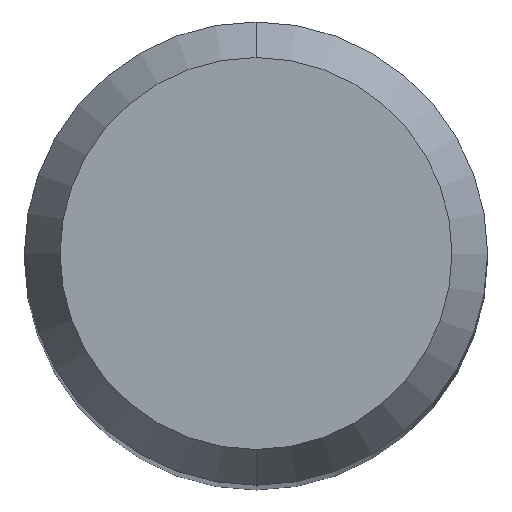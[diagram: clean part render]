
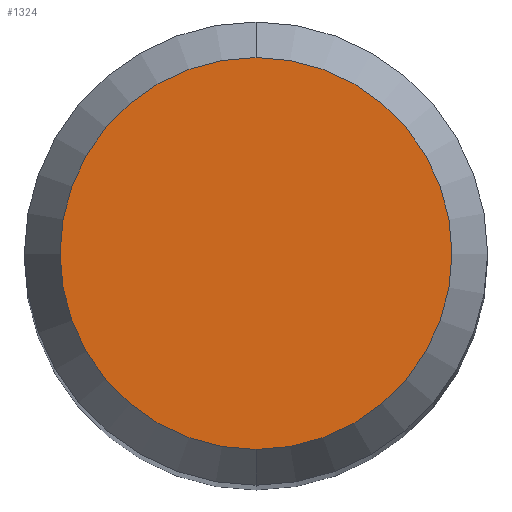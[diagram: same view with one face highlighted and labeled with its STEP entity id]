
A CAD part, top view. The second image highlights one B-rep face of the part: STEP entity #1324.
In plain terms, the highlighted planar face has unit normal (0, 0, 1).
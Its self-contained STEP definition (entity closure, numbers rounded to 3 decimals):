
#838=VERTEX_POINT('',#2338);
#1324=ADVANCED_FACE('',(#2866),#2867,.T.);
#1330=VERTEX_POINT('',#2874);
#1558=EDGE_CURVE('',#1330,#838,#3115,.T.);
#2150=EDGE_CURVE('',#838,#1330,#3767,.T.);
#2338=CARTESIAN_POINT('',(0.,-2.538,0.0));
#2866=FACE_OUTER_BOUND('',#6787,.T.);
#2867=PLANE('',#6788);
#2874=CARTESIAN_POINT('',(0.0,2.538,0.0));
#3115=CIRCLE('',#8226,2.538);
#3767=CIRCLE('',#13906,2.538);
#6787=EDGE_LOOP('',(#15208,#15209));
#6788=AXIS2_PLACEMENT_3D('',#15210,#15211,#15212);
#8226=AXIS2_PLACEMENT_3D('',#15447,#15448,#15449);
#13906=AXIS2_PLACEMENT_3D('',#16257,#16258,#16259);
#15208=ORIENTED_EDGE('',*,*,#1558,.F.);
#15209=ORIENTED_EDGE('',*,*,#2150,.F.);
#15210=CARTESIAN_POINT('',(0.0,1.269,0.0));
#15211=DIRECTION('',(-0.0,0.0,1.0));
#15212=DIRECTION('',(0.0,-1.0,0.0));
#15447=CARTESIAN_POINT('',(0.0,0.0,0.0));
#15448=DIRECTION('',(0.0,0.0,-1.0));
#15449=DIRECTION('',(0.0,1.0,0.0));
#16257=CARTESIAN_POINT('',(0.0,0.0,0.0));
#16258=DIRECTION('',(0.0,0.0,-1.0));
#16259=DIRECTION('',(0.0,1.0,0.0));
